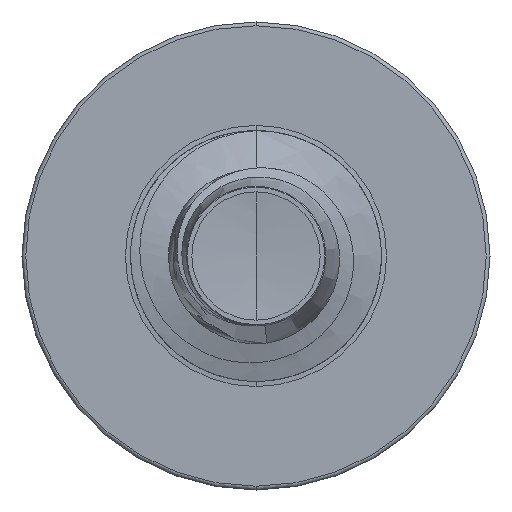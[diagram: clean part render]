
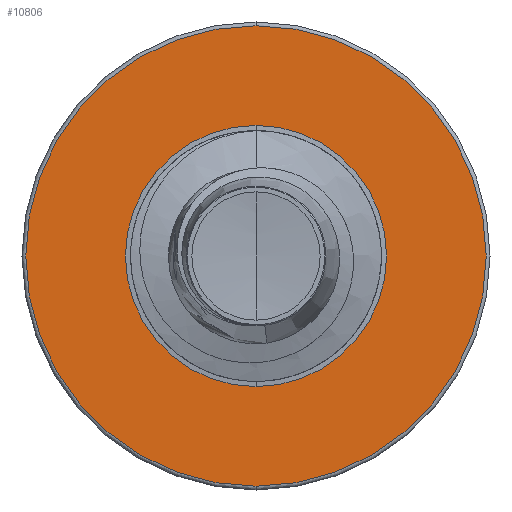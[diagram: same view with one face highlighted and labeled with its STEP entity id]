
A CAD part, front view. The second image highlights one B-rep face of the part: STEP entity #10806.
In plain terms, the highlighted planar face has unit normal (0, -1, 0).
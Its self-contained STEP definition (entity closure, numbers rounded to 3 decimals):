
#285 = AXIS2_PLACEMENT_3D ( 'NONE', #11710, #11663, #11631 ) ;
#1203 = AXIS2_PLACEMENT_3D ( 'NONE', #15538, #8439, #16390 ) ;
#1787 = CIRCLE ( 'NONE', #12906, 1.562 ) ;
#2605 = FACE_OUTER_BOUND ( 'NONE', #13993, .T. ) ;
#2723 = CARTESIAN_POINT ( 'NONE',  ( 0., 12.5, 2.755 ) ) ;
#3326 = EDGE_LOOP ( 'NONE', ( #3837, #3985 ) ) ;
#3837 = ORIENTED_EDGE ( 'NONE', *, *, #9107, .T. ) ;
#3895 = CIRCLE ( 'NONE', #285, 1.562 ) ;
#3985 = ORIENTED_EDGE ( 'NONE', *, *, #4797, .T. ) ;
#4376 = ORIENTED_EDGE ( 'NONE', *, *, #15630, .F. ) ;
#4483 = VERTEX_POINT ( 'NONE', #5500 ) ;
#4655 = ORIENTED_EDGE ( 'NONE', *, *, #13406, .F. ) ;
#4797 = EDGE_CURVE ( 'NONE', #11715, #13302, #1787, .T. ) ;
#4810 = DIRECTION ( 'NONE',  ( 0., 0., 1. ) ) ;
#4826 = DIRECTION ( 'NONE',  ( 0., 1., 0. ) ) ;
#4836 = CARTESIAN_POINT ( 'NONE',  ( 0., 12.5, 0. ) ) ;
#5378 = VERTEX_POINT ( 'NONE', #2723 ) ;
#5500 = CARTESIAN_POINT ( 'NONE',  ( 0., 12.5, -2.755 ) ) ;
#5545 = CIRCLE ( 'NONE', #1203, 2.755 ) ;
#6056 = AXIS2_PLACEMENT_3D ( 'NONE', #7424, #7398, #7358 ) ;
#7358 = DIRECTION ( 'NONE',  ( 0., 0., 1. ) ) ;
#7398 = DIRECTION ( 'NONE',  ( 0., 1., 0. ) ) ;
#7424 = CARTESIAN_POINT ( 'NONE',  ( 0., 12.5, -1.562 ) ) ;
#7795 = CARTESIAN_POINT ( 'NONE',  ( 0., 12.5, -1.562 ) ) ;
#7977 = CARTESIAN_POINT ( 'NONE',  ( 0., 12.5, 0. ) ) ;
#8210 = PLANE ( 'NONE',  #6056 ) ;
#8439 = DIRECTION ( 'NONE',  ( 0., 1., 0. ) ) ;
#9107 = EDGE_CURVE ( 'NONE', #13302, #11715, #3895, .T. ) ;
#9371 = DIRECTION ( 'NONE',  ( 0., 0., 1. ) ) ;
#10806 = ADVANCED_FACE ( 'NONE', ( #2605, #13335 ), #8210, .F. ) ;
#11631 = DIRECTION ( 'NONE',  ( 0., 0., 1. ) ) ;
#11663 = DIRECTION ( 'NONE',  ( 0., 1., 0. ) ) ;
#11710 = CARTESIAN_POINT ( 'NONE',  ( 0., 12.5, 0. ) ) ;
#11715 = VERTEX_POINT ( 'NONE', #7795 ) ;
#12906 = AXIS2_PLACEMENT_3D ( 'NONE', #4836, #4826, #4810 ) ;
#13302 = VERTEX_POINT ( 'NONE', #16310 ) ;
#13335 = FACE_BOUND ( 'NONE', #3326, .T. ) ;
#13406 = EDGE_CURVE ( 'NONE', #4483, #5378, #5545, .T. ) ;
#13993 = EDGE_LOOP ( 'NONE', ( #4376, #4655 ) ) ;
#14478 = CIRCLE ( 'NONE', #14585, 2.755 ) ;
#14585 = AXIS2_PLACEMENT_3D ( 'NONE', #7977, #16106, #9371 ) ;
#15538 = CARTESIAN_POINT ( 'NONE',  ( 0., 12.5, 0. ) ) ;
#15630 = EDGE_CURVE ( 'NONE', #5378, #4483, #14478, .T. ) ;
#16106 = DIRECTION ( 'NONE',  ( 0., 1., 0. ) ) ;
#16310 = CARTESIAN_POINT ( 'NONE',  ( 0., 12.5, 1.562 ) ) ;
#16390 = DIRECTION ( 'NONE',  ( 0., 0., 1. ) ) ;
